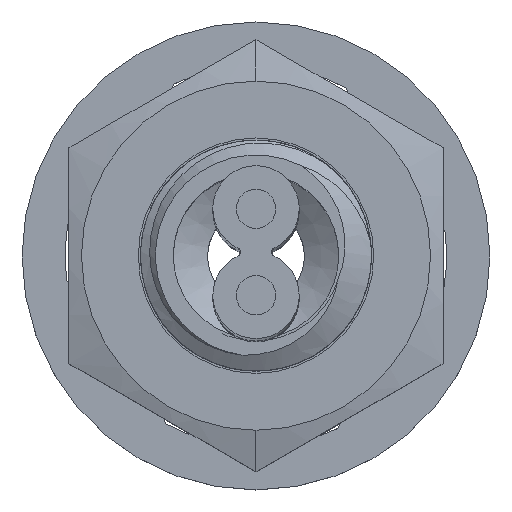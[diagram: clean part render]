
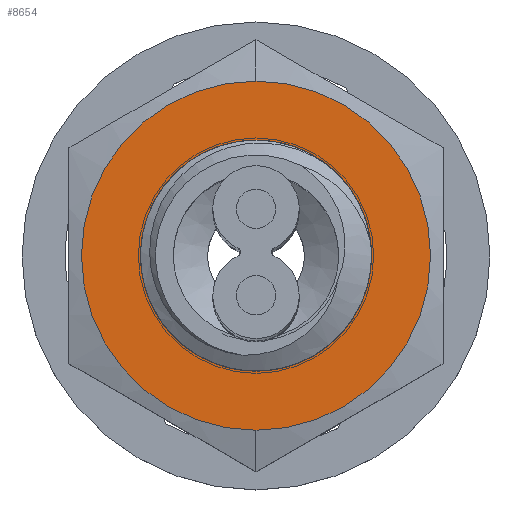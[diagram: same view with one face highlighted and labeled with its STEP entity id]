
A CAD part, top view. The second image highlights one B-rep face of the part: STEP entity #8654.
In plain terms, the highlighted planar face has unit normal (0, 0, 1).
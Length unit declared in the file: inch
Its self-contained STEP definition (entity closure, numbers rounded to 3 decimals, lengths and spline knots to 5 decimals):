
#8349=CARTESIAN_POINT('',(0.,0.,0.0625));
#8350=DIRECTION('',(0.,0.,1.));
#8351=DIRECTION('',(-1.,0.,0.));
#8352=AXIS2_PLACEMENT_3D('',#8349,#8350,#8351);
#8354=CARTESIAN_POINT('',(0.,0.,0.0625));
#8355=DIRECTION('',(0.,0.,1.));
#8356=DIRECTION('',(1.,0.,0.));
#8357=AXIS2_PLACEMENT_3D('',#8354,#8355,#8356);
#8359=CARTESIAN_POINT('',(0.,0.,0.0625));
#8360=DIRECTION('',(0.,0.,-1.));
#8361=DIRECTION('',(0.,1.,0.));
#8362=AXIS2_PLACEMENT_3D('',#8359,#8360,#8361);
#8364=CARTESIAN_POINT('',(0.,0.,0.0625));
#8365=DIRECTION('',(0.,0.,-1.));
#8366=DIRECTION('',(0.,-1.,0.));
#8367=AXIS2_PLACEMENT_3D('',#8364,#8365,#8366);
#8569=CARTESIAN_POINT('',(-0.0985,0.,0.0625));
#8570=CARTESIAN_POINT('',(0.0985,0.,0.0625));
#8571=VERTEX_POINT('',#8569);
#8572=VERTEX_POINT('',#8570);
#8577=CARTESIAN_POINT('',(0.,0.175,0.0625));
#8578=CARTESIAN_POINT('',(0.,-0.175,0.0625));
#8579=VERTEX_POINT('',#8577);
#8580=VERTEX_POINT('',#8578);
#8639=CARTESIAN_POINT('',(0.,0.,0.0625));
#8640=DIRECTION('',(0.,0.,1.));
#8641=DIRECTION('',(1.,0.,0.));
#8642=AXIS2_PLACEMENT_3D('',#8639,#8640,#8641);
#8643=PLANE('',#8642);
#8645=ORIENTED_EDGE('',*,*,#8644,.T.);
#8647=ORIENTED_EDGE('',*,*,#8646,.T.);
#8648=EDGE_LOOP('',(#8645,#8647));
#8649=FACE_OUTER_BOUND('',#8648,.F.);
#8650=ORIENTED_EDGE('',*,*,#8619,.T.);
#8651=ORIENTED_EDGE('',*,*,#8633,.T.);
#8652=EDGE_LOOP('',(#8650,#8651));
#8653=FACE_BOUND('',#8652,.F.);
#8654=ADVANCED_FACE('',(#8649,#8653),#8643,.T.);
#8353=CIRCLE('',#8352,0.0985);
#8358=CIRCLE('',#8357,0.0985);
#8363=CIRCLE('',#8362,0.175);
#8368=CIRCLE('',#8367,0.175);
#8619=EDGE_CURVE('',#8571,#8572,#8353,.T.);
#8633=EDGE_CURVE('',#8572,#8571,#8358,.T.);
#8644=EDGE_CURVE('',#8579,#8580,#8363,.T.);
#8646=EDGE_CURVE('',#8580,#8579,#8368,.T.);
